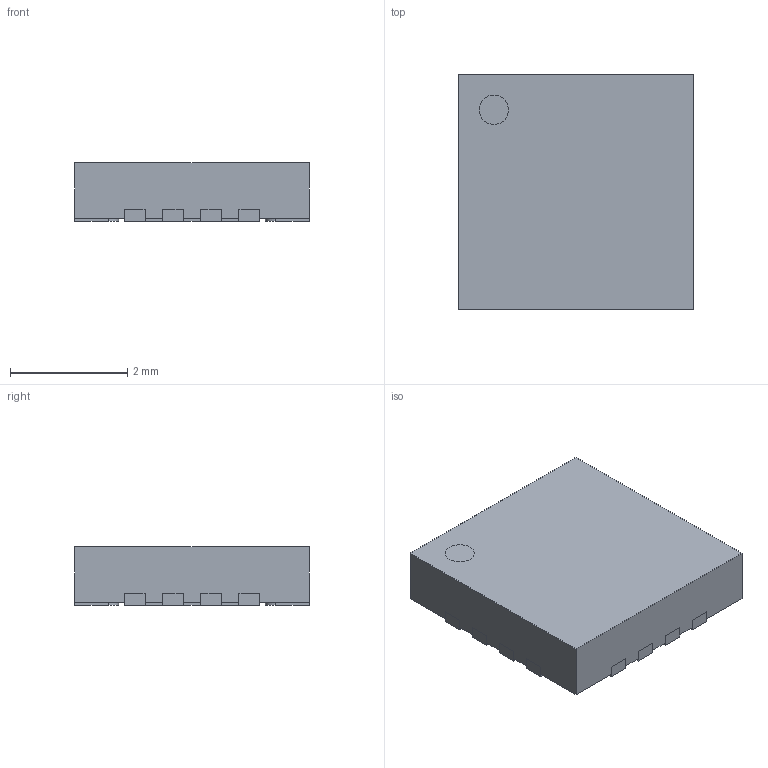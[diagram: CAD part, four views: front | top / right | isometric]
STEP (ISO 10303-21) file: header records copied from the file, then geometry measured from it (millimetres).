
FILE_DESCRIPTION((''),'2;1');
FILE_NAME('QFN65P400X400X100-17N-S225.stp','2009-12-07T15:33:25',(''),(''),'Mechanical Desktop 2006','Mechanical Desktop 2006',', , ');
FILE_SCHEMA(('AUTOMOTIVE_DESIGN { 1 2 10303 214 0 1 1 1 }'));
Length unit declared in the file: millimetre
Products named in the file (1): Product
Bounding box: 4 x 4 x 1 mm (x, y, z)
Volume: 15.7 mm3; surface area: 76.3 mm2
Topology: 19 solids, 19 shells, 211 faces, 516 edges, 344 vertices
Faces by surface type: plane 143, cylinder 68
Entity records: 6247 total; most frequent: DIRECTION 1076, CARTESIAN_POINT 1072, ORIENTED_EDGE 1032, EDGE_CURVE 516, VECTOR 380, LINE 380, AXIS2_PLACEMENT_3D 348, VERTEX_POINT 344
